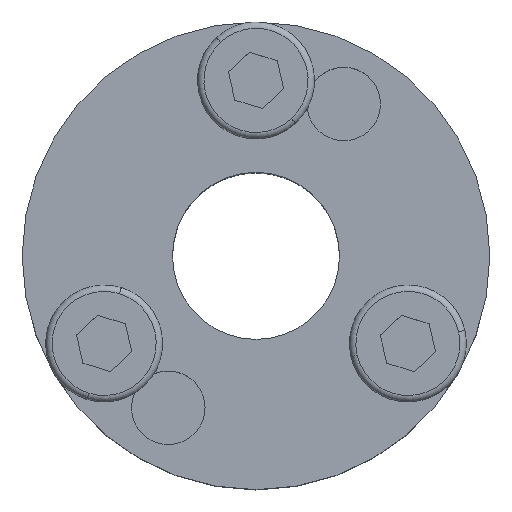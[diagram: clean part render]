
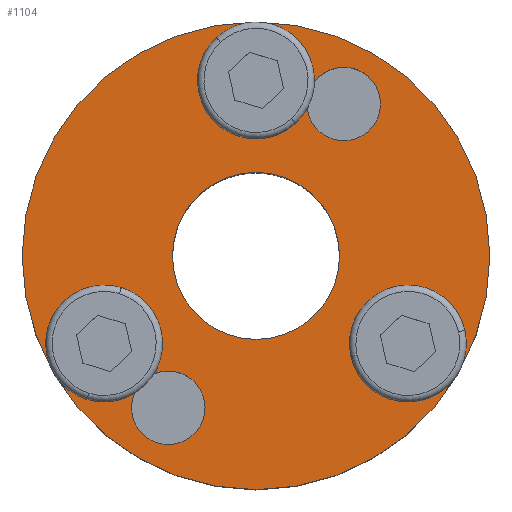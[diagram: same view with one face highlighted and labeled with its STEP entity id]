
A CAD part, top view. The second image highlights one B-rep face of the part: STEP entity #1104.
In plain terms, the highlighted planar face has unit normal (0, 0, 1).
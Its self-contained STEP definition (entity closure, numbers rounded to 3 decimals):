
#63 = EDGE_LOOP ( 'NONE', ( #1181, #1086 ) ) ;
#82 = VERTEX_POINT ( 'NONE', #814 ) ;
#86 = VERTEX_POINT ( 'NONE', #845 ) ;
#103 = VERTEX_POINT ( 'NONE', #956 ) ;
#111 = EDGE_CURVE ( 'NONE', #1815, #1775, #1085, .T. ) ;
#413 = FACE_BOUND ( 'NONE', #1846, .T. ) ;
#414 = FACE_BOUND ( 'NONE', #1878, .T. ) ;
#415 = FACE_BOUND ( 'NONE', #1900, .T. ) ;
#416 = FACE_BOUND ( 'NONE', #1804, .T. ) ;
#417 = FACE_BOUND ( 'NONE', #63, .T. ) ;
#418 = FACE_BOUND ( 'NONE', #1790, .T. ) ;
#419 = FACE_OUTER_BOUND ( 'NONE', #1811, .T. ) ;
#420 = PLANE ( 'NONE',  #421 ) ;
#421 = AXIS2_PLACEMENT_3D ( 'NONE', #422, #423, #424 ) ;
#422 = CARTESIAN_POINT ( 'NONE',  ( 0., 14., 0. ) ) ;
#423 = DIRECTION ( 'NONE',  ( 0., 0., -1. ) ) ;
#424 = DIRECTION ( 'NONE',  ( -1., 0., 0. ) ) ;
#425 = VERTEX_POINT ( 'NONE', #620 ) ;
#517 = CIRCLE ( 'NONE', #518, 2.2 ) ;
#518 = AXIS2_PLACEMENT_3D ( 'NONE', #519, #520, #521 ) ;
#519 = CARTESIAN_POINT ( 'NONE',  ( -5.25, -9.093, 0. ) ) ;
#520 = DIRECTION ( 'NONE',  ( 0., 0., 1. ) ) ;
#521 = DIRECTION ( 'NONE',  ( 1., 0., 0. ) ) ;
#550 = CIRCLE ( 'NONE', #551, 2.2 ) ;
#551 = AXIS2_PLACEMENT_3D ( 'NONE', #552, #553, #554 ) ;
#552 = CARTESIAN_POINT ( 'NONE',  ( -9.093, -5.25, 0. ) ) ;
#553 = DIRECTION ( 'NONE',  ( 0., 0., 1. ) ) ;
#554 = DIRECTION ( 'NONE',  ( -0.5, 0.866, 0. ) ) ;
#564 = ORIENTED_EDGE ( 'NONE', *, *, #1879, .F. ) ;
#587 = CIRCLE ( 'NONE', #588, 2.2 ) ;
#588 = AXIS2_PLACEMENT_3D ( 'NONE', #589, #590, #591 ) ;
#589 = CARTESIAN_POINT ( 'NONE',  ( 5.25, 9.093, 0. ) ) ;
#590 = DIRECTION ( 'NONE',  ( 0., 0., 1. ) ) ;
#591 = DIRECTION ( 'NONE',  ( 1., 0., 0. ) ) ;
#596 = CARTESIAN_POINT ( 'NONE',  ( -11.293, -5.25, 0. ) ) ;
#611 = CIRCLE ( 'NONE', #612, 2.2 ) ;
#612 = AXIS2_PLACEMENT_3D ( 'NONE', #613, #614, #615 ) ;
#613 = CARTESIAN_POINT ( 'NONE',  ( -9.093, -5.25, 0. ) ) ;
#614 = DIRECTION ( 'NONE',  ( 0., 0., 1. ) ) ;
#615 = DIRECTION ( 'NONE',  ( -0.5, 0.866, 0. ) ) ;
#620 = CARTESIAN_POINT ( 'NONE',  ( -6.893, -5.25, 0. ) ) ;
#630 = CARTESIAN_POINT ( 'NONE',  ( 3.05, 9.093, 0. ) ) ;
#693 = CIRCLE ( 'NONE', #694, 5. ) ;
#694 = AXIS2_PLACEMENT_3D ( 'NONE', #695, #696, #697 ) ;
#695 = CARTESIAN_POINT ( 'NONE',  ( 0., 0., 0. ) ) ;
#696 = DIRECTION ( 'NONE',  ( 0., 0., 1. ) ) ;
#697 = DIRECTION ( 'NONE',  ( 1., 0., 0. ) ) ;
#707 = CARTESIAN_POINT ( 'NONE',  ( 14., 0., 0. ) ) ;
#759 = CIRCLE ( 'NONE', #760, 2.2 ) ;
#760 = AXIS2_PLACEMENT_3D ( 'NONE', #761, #762, #763 ) ;
#761 = CARTESIAN_POINT ( 'NONE',  ( -5.25, -9.093, 0. ) ) ;
#762 = DIRECTION ( 'NONE',  ( 0., 0., 1. ) ) ;
#763 = DIRECTION ( 'NONE',  ( 1., 0., 0. ) ) ;
#814 = CARTESIAN_POINT ( 'NONE',  ( -3.05, -9.093, 0. ) ) ;
#845 = CARTESIAN_POINT ( 'NONE',  ( 6.893, -5.25, 0. ) ) ;
#846 = CARTESIAN_POINT ( 'NONE',  ( -7.45, -9.093, 0. ) ) ;
#869 = CIRCLE ( 'NONE', #870, 5. ) ;
#870 = AXIS2_PLACEMENT_3D ( 'NONE', #871, #872, #873 ) ;
#871 = CARTESIAN_POINT ( 'NONE',  ( 0., 0., 0. ) ) ;
#872 = DIRECTION ( 'NONE',  ( 0., 0., 1. ) ) ;
#873 = DIRECTION ( 'NONE',  ( 1., 0., 0. ) ) ;
#921 = CARTESIAN_POINT ( 'NONE',  ( 2.2, 10.5, 0. ) ) ;
#931 = CIRCLE ( 'NONE', #932, 14. ) ;
#932 = AXIS2_PLACEMENT_3D ( 'NONE', #933, #934, #935 ) ;
#933 = CARTESIAN_POINT ( 'NONE',  ( 0., 0., 0. ) ) ;
#934 = DIRECTION ( 'NONE',  ( 0., 0., 1. ) ) ;
#935 = DIRECTION ( 'NONE',  ( 1., 0., 0. ) ) ;
#956 = CARTESIAN_POINT ( 'NONE',  ( 11.293, -5.25, 0. ) ) ;
#964 = CIRCLE ( 'NONE', #965, 2.2 ) ;
#965 = AXIS2_PLACEMENT_3D ( 'NONE', #966, #967, #968 ) ;
#966 = CARTESIAN_POINT ( 'NONE',  ( 9.093, -5.25, 0. ) ) ;
#967 = DIRECTION ( 'NONE',  ( 0., 0., 1. ) ) ;
#968 = DIRECTION ( 'NONE',  ( -0.5, -0.866, 0. ) ) ;
#980 = ORIENTED_EDGE ( 'NONE', *, *, #1799, .F. ) ;
#982 = CIRCLE ( 'NONE', #983, 2.2 ) ;
#983 = AXIS2_PLACEMENT_3D ( 'NONE', #984, #985, #986 ) ;
#984 = CARTESIAN_POINT ( 'NONE',  ( 0., 10.5, 0. ) ) ;
#985 = DIRECTION ( 'NONE',  ( 0., 0., 1. ) ) ;
#986 = DIRECTION ( 'NONE',  ( 1., 0., 0. ) ) ;
#1049 = CARTESIAN_POINT ( 'NONE',  ( -14., 0., 0. ) ) ;
#1050 = CARTESIAN_POINT ( 'NONE',  ( 5., 0., 0. ) ) ;
#1073 = CARTESIAN_POINT ( 'NONE',  ( 7.45, 9.093, 0. ) ) ;
#1085 = CIRCLE ( 'NONE', #1088, 2.2 ) ;
#1086 = ORIENTED_EDGE ( 'NONE', *, *, #1945, .F. ) ;
#1088 = AXIS2_PLACEMENT_3D ( 'NONE', #1089, #1090, #1091 ) ;
#1089 = CARTESIAN_POINT ( 'NONE',  ( 5.25, 9.093, 0. ) ) ;
#1090 = DIRECTION ( 'NONE',  ( 0., 0., 1. ) ) ;
#1091 = DIRECTION ( 'NONE',  ( 1., 0., 0. ) ) ;
#1104 = ADVANCED_FACE ( 'NONE', ( #413, #414, #415, #416, #417, #418, #419 ), #420, .F. ) ;
#1169 = CIRCLE ( 'NONE', #1170, 2.2 ) ;
#1170 = AXIS2_PLACEMENT_3D ( 'NONE', #1171, #1172, #1173 ) ;
#1171 = CARTESIAN_POINT ( 'NONE',  ( 0., 10.5, 0. ) ) ;
#1172 = DIRECTION ( 'NONE',  ( 0., 0., 1. ) ) ;
#1173 = DIRECTION ( 'NONE',  ( 1., 0., 0. ) ) ;
#1181 = ORIENTED_EDGE ( 'NONE', *, *, #1981, .F. ) ;
#1193 = CIRCLE ( 'NONE', #1194, 2.2 ) ;
#1194 = AXIS2_PLACEMENT_3D ( 'NONE', #1195, #1196, #1197 ) ;
#1195 = CARTESIAN_POINT ( 'NONE',  ( 9.093, -5.25, 0. ) ) ;
#1196 = DIRECTION ( 'NONE',  ( 0., 0., 1. ) ) ;
#1197 = DIRECTION ( 'NONE',  ( -0.5, -0.866, 0. ) ) ;
#1217 = CARTESIAN_POINT ( 'NONE',  ( -5., 0., 0. ) ) ;
#1218 = CIRCLE ( 'NONE', #1219, 14. ) ;
#1219 = AXIS2_PLACEMENT_3D ( 'NONE', #1220, #1221, #1222 ) ;
#1220 = CARTESIAN_POINT ( 'NONE',  ( 0., 0., 0. ) ) ;
#1221 = DIRECTION ( 'NONE',  ( 0., 0., 1. ) ) ;
#1222 = DIRECTION ( 'NONE',  ( 1., 0., 0. ) ) ;
#1223 = CARTESIAN_POINT ( 'NONE',  ( -2.2, 10.5, 0. ) ) ;
#1397 = ORIENTED_EDGE ( 'NONE', *, *, #1476, .F. ) ;
#1476 = EDGE_CURVE ( 'NONE', #1775, #1815, #587, .T. ) ;
#1495 = VERTEX_POINT ( 'NONE', #596 ) ;
#1552 = ORIENTED_EDGE ( 'NONE', *, *, #1904, .F. ) ;
#1553 = ORIENTED_EDGE ( 'NONE', *, *, #1989, .T. ) ;
#1635 = ORIENTED_EDGE ( 'NONE', *, *, #1894, .F. ) ;
#1722 = VERTEX_POINT ( 'NONE', #846 ) ;
#1739 = VERTEX_POINT ( 'NONE', #921 ) ;
#1740 = EDGE_CURVE ( 'NONE', #1954, #2000, #931, .T. ) ;
#1746 = EDGE_CURVE ( 'NONE', #103, #86, #964, .T. ) ;
#1764 = VERTEX_POINT ( 'NONE', #1050 ) ;
#1775 = VERTEX_POINT ( 'NONE', #1073 ) ;
#1789 = ORIENTED_EDGE ( 'NONE', *, *, #111, .F. ) ;
#1790 = EDGE_LOOP ( 'NONE', ( #1920, #1944 ) ) ;
#1791 = ORIENTED_EDGE ( 'NONE', *, *, #1740, .T. ) ;
#1799 = EDGE_CURVE ( 'NONE', #86, #103, #1193, .T. ) ;
#1803 = ORIENTED_EDGE ( 'NONE', *, *, #1884, .F. ) ;
#1804 = EDGE_LOOP ( 'NONE', ( #2003, #980 ) ) ;
#1805 = VERTEX_POINT ( 'NONE', #1217 ) ;
#1806 = VERTEX_POINT ( 'NONE', #1223 ) ;
#1811 = EDGE_LOOP ( 'NONE', ( #1553, #1791 ) ) ;
#1815 = VERTEX_POINT ( 'NONE', #630 ) ;
#1846 = EDGE_LOOP ( 'NONE', ( #564, #1552 ) ) ;
#1878 = EDGE_LOOP ( 'NONE', ( #1397, #1789 ) ) ;
#1879 = EDGE_CURVE ( 'NONE', #82, #1722, #517, .T. ) ;
#1884 = EDGE_CURVE ( 'NONE', #425, #1495, #550, .T. ) ;
#1894 = EDGE_CURVE ( 'NONE', #1495, #425, #611, .T. ) ;
#1900 = EDGE_LOOP ( 'NONE', ( #1803, #1635 ) ) ;
#1904 = EDGE_CURVE ( 'NONE', #1722, #82, #759, .T. ) ;
#1920 = ORIENTED_EDGE ( 'NONE', *, *, #1999, .F. ) ;
#1925 = EDGE_CURVE ( 'NONE', #1805, #1764, #869, .T. ) ;
#1944 = ORIENTED_EDGE ( 'NONE', *, *, #1925, .F. ) ;
#1945 = EDGE_CURVE ( 'NONE', #1806, #1739, #982, .T. ) ;
#1954 = VERTEX_POINT ( 'NONE', #1049 ) ;
#1981 = EDGE_CURVE ( 'NONE', #1739, #1806, #1169, .T. ) ;
#1989 = EDGE_CURVE ( 'NONE', #2000, #1954, #1218, .T. ) ;
#1999 = EDGE_CURVE ( 'NONE', #1764, #1805, #693, .T. ) ;
#2000 = VERTEX_POINT ( 'NONE', #707 ) ;
#2003 = ORIENTED_EDGE ( 'NONE', *, *, #1746, .F. ) ;
